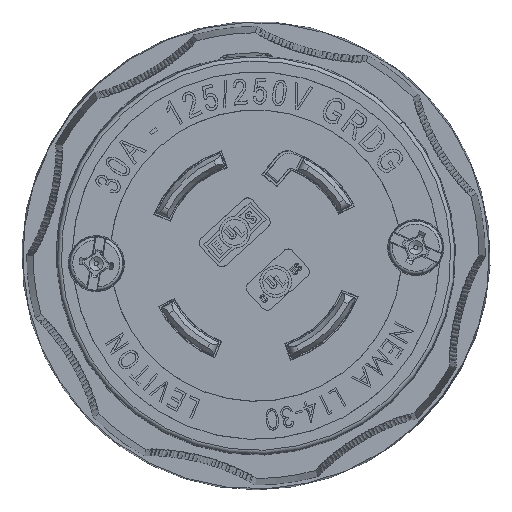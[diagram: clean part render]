
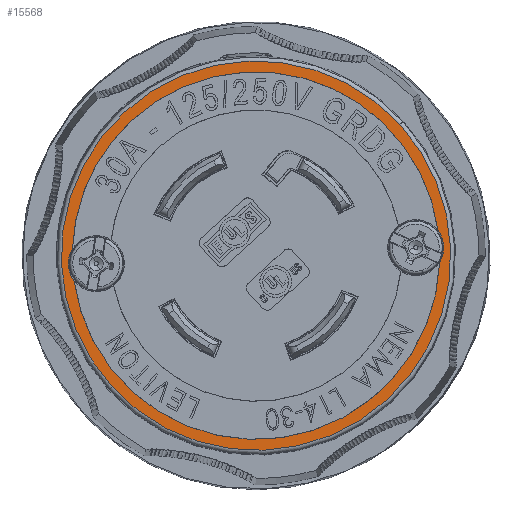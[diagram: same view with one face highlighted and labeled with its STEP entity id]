
A CAD part, front view. The second image highlights one B-rep face of the part: STEP entity #15568.
In plain terms, the highlighted planar face has unit normal (0, -1, 0).
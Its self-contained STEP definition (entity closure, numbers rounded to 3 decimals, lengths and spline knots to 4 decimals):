
#2426 = EDGE_LOOP ( 'NONE', ( #57006, #170207, #5907, #4230, #75851 ) ) ;
#4230 = ORIENTED_EDGE ( 'NONE', *, *, #16626, .F. ) ;
#5288 = DIRECTION ( 'NONE',  ( 0.739, 0., 0.674 ) ) ;
#5907 = ORIENTED_EDGE ( 'NONE', *, *, #188815, .T. ) ;
#6345 = DIRECTION ( 'NONE',  ( 0.739, 0., 0.674 ) ) ;
#8723 = DIRECTION ( 'NONE',  ( 0.739, 0., 0.674 ) ) ;
#9053 = CIRCLE ( 'NONE', #38189, 0.1383 ) ;
#13722 = DIRECTION ( 'NONE',  ( 0.739, 0., 0.674 ) ) ;
#14667 = CIRCLE ( 'NONE', #92071, 0.9064 ) ;
#15452 = EDGE_CURVE ( 'NONE', #19944, #48282, #178662, .T. ) ;
#15568 = ADVANCED_FACE ( 'NONE', ( #71230, #148359 ), #161631, .T. ) ;
#16626 = EDGE_CURVE ( 'NONE', #150761, #86889, #75088, .T. ) ;
#19944 = VERTEX_POINT ( 'NONE', #109989 ) ;
#22415 = AXIS2_PLACEMENT_3D ( 'NONE', #100194, #162087, #86932 ) ;
#31252 = CARTESIAN_POINT ( 'NONE',  ( -0.9557, 0.2518, 0.0433 ) ) ;
#38189 = AXIS2_PLACEMENT_3D ( 'NONE', #116361, #161055, #8723 ) ;
#43258 = ORIENTED_EDGE ( 'NONE', *, *, #78813, .T. ) ;
#48282 = VERTEX_POINT ( 'NONE', #123160 ) ;
#50553 = AXIS2_PLACEMENT_3D ( 'NONE', #130914, #84255, #159391 ) ;
#51816 = CARTESIAN_POINT ( 'NONE',  ( 0.8483, 0.2518, 0.1338 ) ) ;
#54983 = DIRECTION ( 'NONE',  ( 0., -1., 0. ) ) ;
#57006 = ORIENTED_EDGE ( 'NONE', *, *, #183766, .F. ) ;
#60309 = CIRCLE ( 'NONE', #50553, 0.9602 ) ;
#64286 = DIRECTION ( 'NONE',  ( 0., 1., 0. ) ) ;
#65374 = AXIS2_PLACEMENT_3D ( 'NONE', #69195, #161563, #5288 ) ;
#66791 = CARTESIAN_POINT ( 'NONE',  ( -0.767, 0.2518, -0.4814 ) ) ;
#67276 = CARTESIAN_POINT ( 'NONE',  ( -0.0576, 0.2518, 0.1658 ) ) ;
#69195 = CARTESIAN_POINT ( 'NONE',  ( 0.73, 0.2518, 0.2053 ) ) ;
#70511 = EDGE_LOOP ( 'NONE', ( #158701, #43258 ) ) ;
#71230 = FACE_OUTER_BOUND ( 'NONE', #70511, .T. ) ;
#75088 = CIRCLE ( 'NONE', #65374, 0.1383 ) ;
#75851 = ORIENTED_EDGE ( 'NONE', *, *, #89302, .T. ) ;
#78813 = EDGE_CURVE ( 'NONE', #169013, #141305, #60309, .T. ) ;
#79177 = AXIS2_PLACEMENT_3D ( 'NONE', #123700, #153146, #156153 ) ;
#84255 = DIRECTION ( 'NONE',  ( 0., -1., 0. ) ) ;
#86889 = VERTEX_POINT ( 'NONE', #149934 ) ;
#86932 = DIRECTION ( 'NONE',  ( 0.739, 0., 0.674 ) ) ;
#89302 = EDGE_CURVE ( 'NONE', #150761, #123474, #155296, .T. ) ;
#89408 = CARTESIAN_POINT ( 'NONE',  ( 0.6519, 0.2518, 0.8129 ) ) ;
#92071 = AXIS2_PLACEMENT_3D ( 'NONE', #141544, #123327, #13722 ) ;
#100194 = CARTESIAN_POINT ( 'NONE',  ( -0.0576, 0.2518, 0.1658 ) ) ;
#102703 = CARTESIAN_POINT ( 'NONE',  ( 1.5317, 0.2518, 0.104 ) ) ;
#109989 = CARTESIAN_POINT ( 'NONE',  ( -0.9634, 0.2518, 0.1977 ) ) ;
#111630 = CIRCLE ( 'NONE', #79177, 0.9602 ) ;
#116361 = CARTESIAN_POINT ( 'NONE',  ( -0.8451, 0.2518, 0.1262 ) ) ;
#123160 = CARTESIAN_POINT ( 'NONE',  ( -0.6684, 0.2518, 0.8354 ) ) ;
#123327 = DIRECTION ( 'NONE',  ( 0., 1., 0. ) ) ;
#123474 = VERTEX_POINT ( 'NONE', #31252 ) ;
#123700 = CARTESIAN_POINT ( 'NONE',  ( -0.0576, 0.2518, 0.1658 ) ) ;
#130914 = CARTESIAN_POINT ( 'NONE',  ( -0.0576, 0.2518, 0.1658 ) ) ;
#141305 = VERTEX_POINT ( 'NONE', #89408 ) ;
#141544 = CARTESIAN_POINT ( 'NONE',  ( -0.0576, 0.2518, 0.1658 ) ) ;
#142405 = DIRECTION ( 'NONE',  ( 0.739, 0., 0.674 ) ) ;
#148359 = FACE_BOUND ( 'NONE', #2426, .T. ) ;
#149934 = CARTESIAN_POINT ( 'NONE',  ( 0.8406, 0.2518, 0.2882 ) ) ;
#150761 = VERTEX_POINT ( 'NONE', #51816 ) ;
#153146 = DIRECTION ( 'NONE',  ( 0., -1., 0. ) ) ;
#155296 = CIRCLE ( 'NONE', #22415, 0.9064 ) ;
#156153 = DIRECTION ( 'NONE',  ( 0.739, 0., 0.674 ) ) ;
#158701 = ORIENTED_EDGE ( 'NONE', *, *, #190398, .T. ) ;
#159391 = DIRECTION ( 'NONE',  ( 0.739, 0., 0.674 ) ) ;
#161055 = DIRECTION ( 'NONE',  ( 0., -1., 0. ) ) ;
#161563 = DIRECTION ( 'NONE',  ( 0., -1., 0. ) ) ;
#161631 = PLANE ( 'NONE',  #188446 ) ;
#162087 = DIRECTION ( 'NONE',  ( 0., 1., 0. ) ) ;
#169013 = VERTEX_POINT ( 'NONE', #66791 ) ;
#170207 = ORIENTED_EDGE ( 'NONE', *, *, #15452, .T. ) ;
#178662 = CIRCLE ( 'NONE', #181866, 0.9064 ) ;
#181866 = AXIS2_PLACEMENT_3D ( 'NONE', #67276, #64286, #142405 ) ;
#183766 = EDGE_CURVE ( 'NONE', #19944, #123474, #9053, .T. ) ;
#188446 = AXIS2_PLACEMENT_3D ( 'NONE', #102703, #54983, #6345 ) ;
#188815 = EDGE_CURVE ( 'NONE', #48282, #86889, #14667, .T. ) ;
#190398 = EDGE_CURVE ( 'NONE', #141305, #169013, #111630, .T. ) ;
